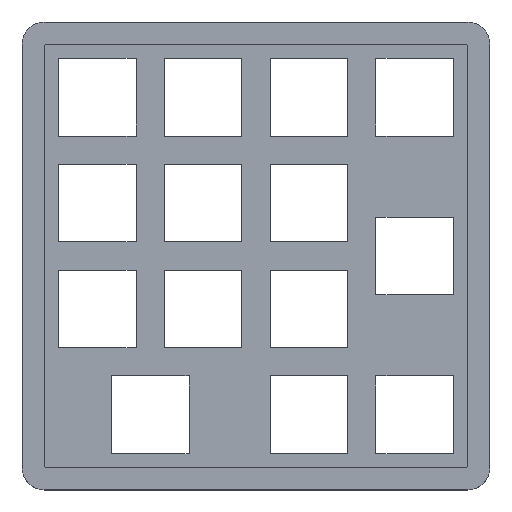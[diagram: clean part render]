
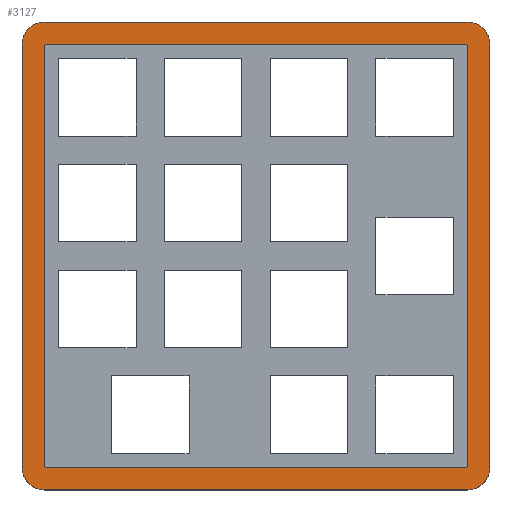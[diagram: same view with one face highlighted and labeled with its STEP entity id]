
A CAD part, top view. The second image highlights one B-rep face of the part: STEP entity #3127.
In plain terms, the highlighted planar face has unit normal (0, 0, 1).
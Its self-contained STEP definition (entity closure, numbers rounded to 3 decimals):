
#57=FACE_BOUND('',#297,.T.);
#101=FACE_OUTER_BOUND('',#296,.T.);
#296=EDGE_LOOP('',(#2211,#2212,#2213,#2214,#2215,#2216,#2217,#2218));
#297=EDGE_LOOP('',(#2219,#2220,#2221,#2222,#2223,#2224,#2225,#2226));
#565=LINE('',#4537,#969);
#571=LINE('',#4552,#975);
#575=LINE('',#4564,#979);
#578=LINE('',#4573,#982);
#581=LINE('',#4582,#985);
#583=LINE('',#4586,#987);
#584=LINE('',#4590,#988);
#585=LINE('',#4594,#989);
#969=VECTOR('',#3634,10.);
#975=VECTOR('',#3648,10.);
#979=VECTOR('',#3660,10.);
#982=VECTOR('',#3671,10.);
#985=VECTOR('',#3680,10.);
#987=VECTOR('',#3684,10.);
#988=VECTOR('',#3687,10.);
#989=VECTOR('',#3690,10.);
#1308=CIRCLE('',#3310,0.4);
#1310=CIRCLE('',#3314,0.4);
#1312=CIRCLE('',#3318,0.4);
#1314=CIRCLE('',#3322,0.4);
#1315=CIRCLE('',#3325,4.);
#1316=CIRCLE('',#3328,4.);
#1317=CIRCLE('',#3329,4.);
#1318=CIRCLE('',#3330,4.);
#1425=VERTEX_POINT('',#4530);
#1426=VERTEX_POINT('',#4532);
#1427=VERTEX_POINT('',#4536);
#1431=VERTEX_POINT('',#4545);
#1432=VERTEX_POINT('',#4547);
#1435=VERTEX_POINT('',#4557);
#1436=VERTEX_POINT('',#4559);
#1438=VERTEX_POINT('',#4568);
#1439=VERTEX_POINT('',#4575);
#1440=VERTEX_POINT('',#4576);
#1441=VERTEX_POINT('',#4581);
#1442=VERTEX_POINT('',#4585);
#1443=VERTEX_POINT('',#4587);
#1444=VERTEX_POINT('',#4589);
#1445=VERTEX_POINT('',#4591);
#1446=VERTEX_POINT('',#4593);
#1725=EDGE_CURVE('',#1425,#1426,#1308,.T.);
#1727=EDGE_CURVE('',#1427,#1426,#565,.T.);
#1732=EDGE_CURVE('',#1431,#1432,#1310,.T.);
#1735=EDGE_CURVE('',#1425,#1432,#571,.T.);
#1738=EDGE_CURVE('',#1435,#1436,#1312,.T.);
#1741=EDGE_CURVE('',#1431,#1436,#575,.T.);
#1743=EDGE_CURVE('',#1427,#1438,#1314,.T.);
#1746=EDGE_CURVE('',#1435,#1438,#578,.T.);
#1747=EDGE_CURVE('',#1439,#1440,#1315,.T.);
#1750=EDGE_CURVE('',#1441,#1440,#581,.T.);
#1752=EDGE_CURVE('',#1439,#1442,#583,.T.);
#1753=EDGE_CURVE('',#1443,#1442,#1316,.T.);
#1754=EDGE_CURVE('',#1443,#1444,#584,.T.);
#1755=EDGE_CURVE('',#1445,#1444,#1317,.T.);
#1756=EDGE_CURVE('',#1445,#1446,#585,.T.);
#1757=EDGE_CURVE('',#1441,#1446,#1318,.T.);
#2211=ORIENTED_EDGE('',*,*,#1747,.F.);
#2212=ORIENTED_EDGE('',*,*,#1752,.T.);
#2213=ORIENTED_EDGE('',*,*,#1753,.F.);
#2214=ORIENTED_EDGE('',*,*,#1754,.T.);
#2215=ORIENTED_EDGE('',*,*,#1755,.F.);
#2216=ORIENTED_EDGE('',*,*,#1756,.T.);
#2217=ORIENTED_EDGE('',*,*,#1757,.F.);
#2218=ORIENTED_EDGE('',*,*,#1750,.T.);
#2219=ORIENTED_EDGE('',*,*,#1746,.T.);
#2220=ORIENTED_EDGE('',*,*,#1743,.F.);
#2221=ORIENTED_EDGE('',*,*,#1727,.T.);
#2222=ORIENTED_EDGE('',*,*,#1725,.F.);
#2223=ORIENTED_EDGE('',*,*,#1735,.T.);
#2224=ORIENTED_EDGE('',*,*,#1732,.F.);
#2225=ORIENTED_EDGE('',*,*,#1741,.T.);
#2226=ORIENTED_EDGE('',*,*,#1738,.F.);
#2969=PLANE('',#3327);
#3127=ADVANCED_FACE('',(#101,#57),#2969,.T.);
#3310=AXIS2_PLACEMENT_3D('',#4533,#3629,#3630);
#3314=AXIS2_PLACEMENT_3D('',#4548,#3642,#3643);
#3318=AXIS2_PLACEMENT_3D('',#4560,#3654,#3655);
#3322=AXIS2_PLACEMENT_3D('',#4569,#3665,#3666);
#3325=AXIS2_PLACEMENT_3D('',#4577,#3674,#3675);
#3327=AXIS2_PLACEMENT_3D('',#4584,#3682,#3683);
#3328=AXIS2_PLACEMENT_3D('',#4588,#3685,#3686);
#3329=AXIS2_PLACEMENT_3D('',#4592,#3688,#3689);
#3330=AXIS2_PLACEMENT_3D('',#4595,#3691,#3692);
#3629=DIRECTION('center_axis',(0.,0.,1.));
#3630=DIRECTION('ref_axis',(-0.707,0.707,0.));
#3634=DIRECTION('',(0.,1.,0.));
#3642=DIRECTION('center_axis',(0.,0.,1.));
#3643=DIRECTION('ref_axis',(0.707,0.707,0.));
#3648=DIRECTION('',(1.,0.,0.));
#3654=DIRECTION('center_axis',(0.,0.,1.));
#3655=DIRECTION('ref_axis',(0.707,-0.707,0.));
#3660=DIRECTION('',(0.,-1.,0.));
#3665=DIRECTION('center_axis',(0.,0.,1.));
#3666=DIRECTION('ref_axis',(-0.707,-0.707,0.));
#3671=DIRECTION('',(-1.,0.,0.));
#3674=DIRECTION('center_axis',(0.,0.,-1.));
#3675=DIRECTION('ref_axis',(0.707,0.707,0.));
#3680=DIRECTION('',(0.,1.,0.));
#3682=DIRECTION('center_axis',(0.,0.,1.));
#3683=DIRECTION('ref_axis',(1.,0.,0.));
#3684=DIRECTION('',(-1.,0.,0.));
#3685=DIRECTION('center_axis',(0.,0.,-1.));
#3686=DIRECTION('ref_axis',(-0.707,0.707,0.));
#3687=DIRECTION('',(0.,-1.,0.));
#3688=DIRECTION('center_axis',(0.,0.,-1.));
#3689=DIRECTION('ref_axis',(-0.707,-0.707,0.));
#3690=DIRECTION('',(1.,0.,0.));
#3691=DIRECTION('center_axis',(0.,0.,-1.));
#3692=DIRECTION('ref_axis',(0.707,-0.707,0.));
#4530=CARTESIAN_POINT('',(0.495,76.458,8.));
#4532=CARTESIAN_POINT('',(0.095,76.058,8.));
#4533=CARTESIAN_POINT('Origin',(0.495,76.058,8.));
#4536=CARTESIAN_POINT('',(0.095,0.658,8.));
#4537=CARTESIAN_POINT('',(0.095,0.258,8.));
#4545=CARTESIAN_POINT('',(76.295,76.058,8.));
#4547=CARTESIAN_POINT('',(75.895,76.458,8.));
#4548=CARTESIAN_POINT('Origin',(75.895,76.058,8.));
#4552=CARTESIAN_POINT('',(0.095,76.458,8.));
#4557=CARTESIAN_POINT('',(75.895,0.258,8.));
#4559=CARTESIAN_POINT('',(76.295,0.658,8.));
#4560=CARTESIAN_POINT('Origin',(75.895,0.658,8.));
#4564=CARTESIAN_POINT('',(76.295,76.458,8.));
#4568=CARTESIAN_POINT('',(0.495,0.258,8.));
#4569=CARTESIAN_POINT('Origin',(0.495,0.658,8.));
#4573=CARTESIAN_POINT('',(76.295,0.258,8.));
#4575=CARTESIAN_POINT('',(76.295,80.458,8.));
#4576=CARTESIAN_POINT('',(80.295,76.458,8.));
#4577=CARTESIAN_POINT('Origin',(76.295,76.458,8.));
#4581=CARTESIAN_POINT('',(80.295,0.258,8.));
#4582=CARTESIAN_POINT('',(80.295,80.458,8.));
#4584=CARTESIAN_POINT('Origin',(38.195,38.358,8.));
#4585=CARTESIAN_POINT('',(0.095,80.458,8.));
#4586=CARTESIAN_POINT('',(-3.905,80.458,8.));
#4587=CARTESIAN_POINT('',(-3.905,76.458,8.));
#4588=CARTESIAN_POINT('Origin',(0.095,76.458,8.));
#4589=CARTESIAN_POINT('',(-3.905,0.258,8.));
#4590=CARTESIAN_POINT('',(-3.905,-3.742,8.));
#4591=CARTESIAN_POINT('',(0.095,-3.742,8.));
#4592=CARTESIAN_POINT('Origin',(0.095,0.258,8.));
#4593=CARTESIAN_POINT('',(76.295,-3.742,8.));
#4594=CARTESIAN_POINT('',(80.295,-3.742,8.));
#4595=CARTESIAN_POINT('Origin',(76.295,0.258,8.));
